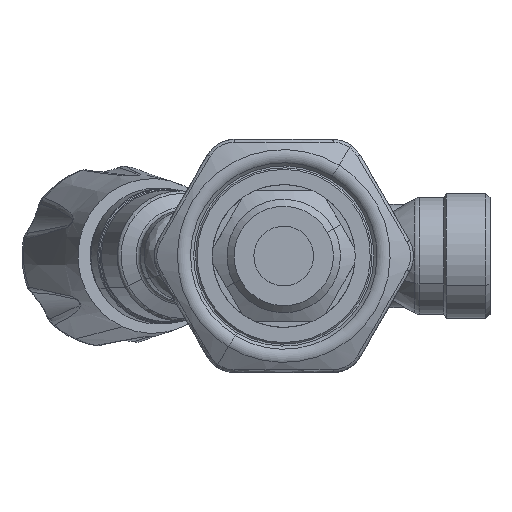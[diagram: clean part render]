
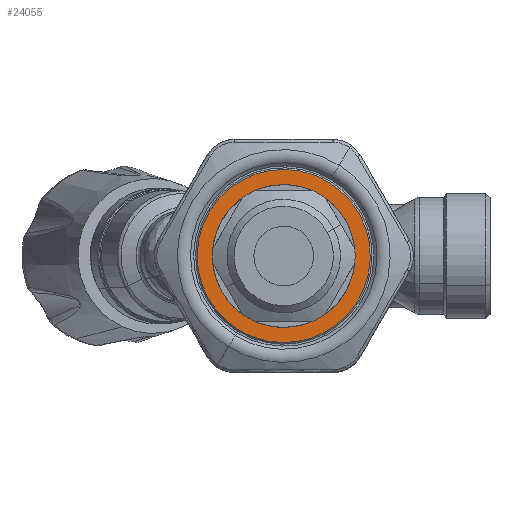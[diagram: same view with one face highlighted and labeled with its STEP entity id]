
A CAD part, left-side view. The second image highlights one B-rep face of the part: STEP entity #24055.
In plain terms, the highlighted planar face has unit normal (1, 0, 0).
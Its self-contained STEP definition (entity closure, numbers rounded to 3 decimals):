
#23993=CARTESIAN_POINT('Vertex',(-30.5,-3.497,7.647)) ;
#24009=CARTESIAN_POINT('Vertex',(-30.5,24.497,-7.647)) ;
#24012=CARTESIAN_POINT('Axis2P3D Location',(-30.5,10.5,0.)) ;
#24034=CARTESIAN_POINT('Axis2P3D Location',(-30.5,10.5,0.)) ;
#24046=CARTESIAN_POINT('Axis2P3D Location',(-30.5,26.45,0.)) ;
#24013=DIRECTION('Axis2P3D Direction',(1.,0.,0.)) ;
#24035=DIRECTION('Axis2P3D Direction',(1.,0.,0.)) ;
#24047=DIRECTION('Axis2P3D Direction',(-1.,0.,0.)) ;
#24048=DIRECTION('Axis2P3D XDirection',(0.,1.,0.)) ;
#24014=AXIS2_PLACEMENT_3D('Circle Axis2P3D',#24012,#24013,$) ;
#24036=AXIS2_PLACEMENT_3D('Circle Axis2P3D',#24034,#24035,$) ;
#24049=AXIS2_PLACEMENT_3D('Plane Axis2P3D',#24046,#24047,#24048) ;
#24052=ORIENTED_EDGE('',*,*,#24038,.F.) ;
#24053=ORIENTED_EDGE('',*,*,#24016,.F.) ;
#24055=ADVANCED_FACE('Sheet.7',(#24054),#24050,.F.) ;
#24015=CIRCLE('generated circle',#24014,15.95) ;
#24037=CIRCLE('generated circle',#24036,15.95) ;
#24016=EDGE_CURVE('',#24010,#23994,#24015,.F.) ;
#24038=EDGE_CURVE('',#23994,#24010,#24037,.F.) ;
#24051=EDGE_LOOP('',(#24052,#24053)) ;
#24054=FACE_OUTER_BOUND('',#24051,.T.) ;
#24050=PLANE('',#24049) ;
#23994=VERTEX_POINT('',#23993) ;
#24010=VERTEX_POINT('',#24009) ;
